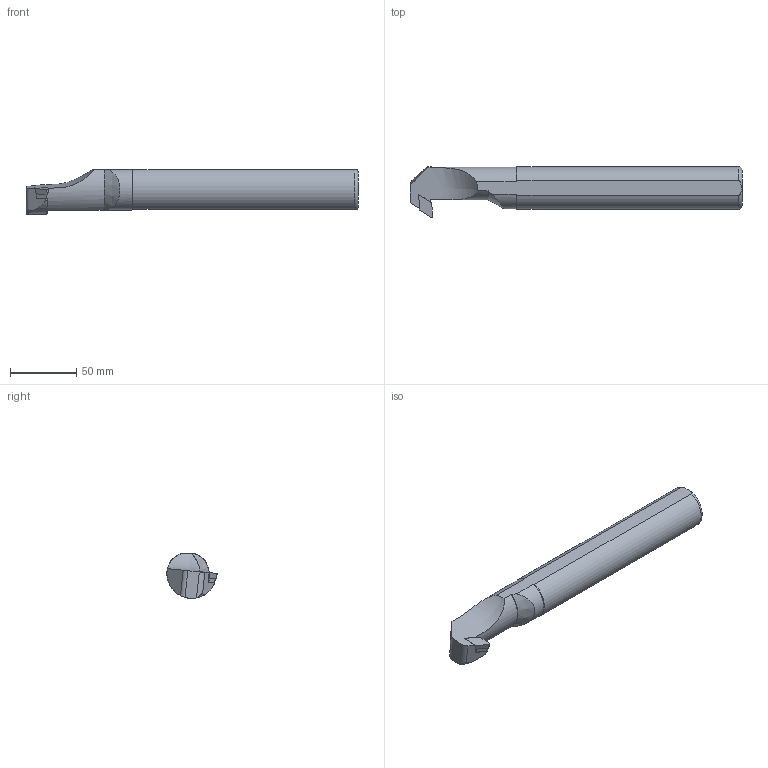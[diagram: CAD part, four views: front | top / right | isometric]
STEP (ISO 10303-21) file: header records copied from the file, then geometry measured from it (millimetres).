
FILE_DESCRIPTION(/* description */ (''),/* implementation_level */ '2;1');
FILE_NAME(/* name */ 'A32S-SDXCR-11.stp',/* time_stamp */ '2023-10-18T13:28:40+03:00',/* author */ (''),/* organization */ (''),/* preprocessor_version */ 'ST-DEVELOPER v19.4',/* originating_system */ 'SIEMENS PLM Software NX2306.3001',/* authorisation */ '');
FILE_SCHEMA (('AUTOMOTIVE_DESIGN { 1 0 10303 214 3 1 1 1 }'));
Length unit declared in the file: millimetre
Products named in the file (1): model1_objects
Bounding box: 250 x 38 x 33.69 mm (x, y, z)
Volume: 176912.5 mm3; surface area: 25668.6 mm2
Topology: 2 solids, 2 shells, 49 faces, 135 edges, 91 vertices
Faces by surface type: plane 26, cylinder 13, cone 7, torus 2, bspline 1
Entity records: 2322 total; most frequent: CARTESIAN_POINT 1031, ORIENTED_EDGE 266, DIRECTION 225, EDGE_CURVE 133, VERTEX_POINT 90, AXIS2_PLACEMENT_3D 83, LINE 59, VECTOR 59
